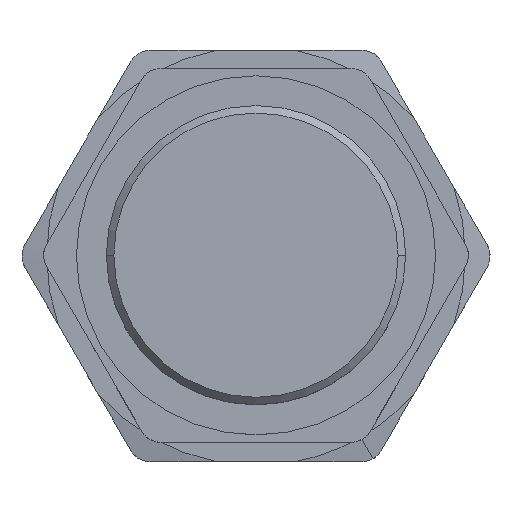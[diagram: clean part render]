
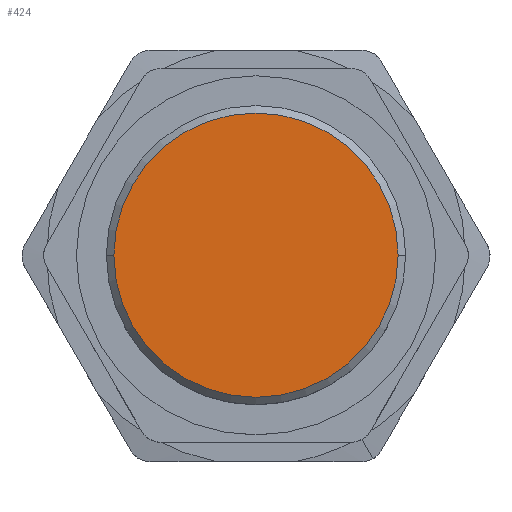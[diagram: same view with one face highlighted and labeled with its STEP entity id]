
A CAD part, top view. The second image highlights one B-rep face of the part: STEP entity #424.
In plain terms, the highlighted planar face has unit normal (0, 0, 1).
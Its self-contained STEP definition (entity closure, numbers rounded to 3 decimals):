
#61 = DIRECTION ( 'NONE',  ( 0., 0., 1. ) ) ;
#197 = CARTESIAN_POINT ( 'NONE',  ( -19., 0., 25. ) ) ;
#229 = ORIENTED_EDGE ( 'NONE', *, *, #3583, .T. ) ;
#234 = CARTESIAN_POINT ( 'NONE',  ( 19., 0., 25. ) ) ;
#248 = ORIENTED_EDGE ( 'NONE', *, *, #1508, .T. ) ;
#337 = AXIS2_PLACEMENT_3D ( 'NONE', #2266, #850, #3736 ) ;
#424 = ADVANCED_FACE ( 'NONE', ( #1497 ), #3419, .F. ) ;
#803 = CIRCLE ( 'NONE', #1099, 19. ) ;
#850 = DIRECTION ( 'NONE',  ( 0., 0., -1. ) ) ;
#1075 = DIRECTION ( 'NONE',  ( 0., 0., 1. ) ) ;
#1099 = AXIS2_PLACEMENT_3D ( 'NONE', #3067, #61, #1886 ) ;
#1167 = CARTESIAN_POINT ( 'NONE',  ( 0., 0., 25. ) ) ;
#1497 = FACE_OUTER_BOUND ( 'NONE', #3798, .T. ) ;
#1508 = EDGE_CURVE ( 'NONE', #2037, #2803, #803, .T. ) ;
#1659 = DIRECTION ( 'NONE',  ( -1., 0., 0. ) ) ;
#1886 = DIRECTION ( 'NONE',  ( -1., 0., 0. ) ) ;
#2037 = VERTEX_POINT ( 'NONE', #234 ) ;
#2266 = CARTESIAN_POINT ( 'NONE',  ( 0., 15.6, 25. ) ) ;
#2707 = CIRCLE ( 'NONE', #3405, 19. ) ;
#2803 = VERTEX_POINT ( 'NONE', #197 ) ;
#3067 = CARTESIAN_POINT ( 'NONE',  ( 0., 0., 25. ) ) ;
#3405 = AXIS2_PLACEMENT_3D ( 'NONE', #1167, #1075, #1659 ) ;
#3419 = PLANE ( 'NONE',  #337 ) ;
#3583 = EDGE_CURVE ( 'NONE', #2803, #2037, #2707, .T. ) ;
#3736 = DIRECTION ( 'NONE',  ( 0., -1., 0. ) ) ;
#3798 = EDGE_LOOP ( 'NONE', ( #229, #248 ) ) ;
